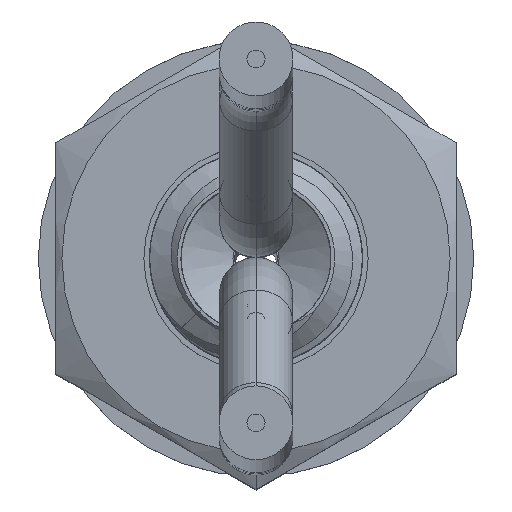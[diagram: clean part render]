
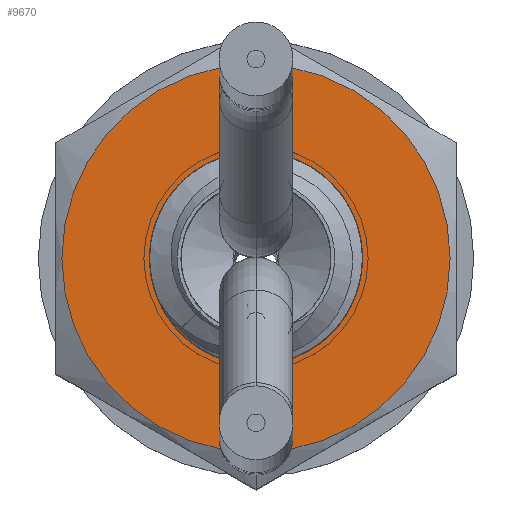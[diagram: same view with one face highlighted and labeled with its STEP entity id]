
A CAD part, top view. The second image highlights one B-rep face of the part: STEP entity #9670.
In plain terms, the highlighted face is planar.
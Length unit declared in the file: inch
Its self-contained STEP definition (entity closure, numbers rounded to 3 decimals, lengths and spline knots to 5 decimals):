
#8828=CARTESIAN_POINT('',(0.,0.02649,0.));
#8829=DIRECTION('',(0.,1.,0.));
#8830=DIRECTION('',(0.,0.,-1.));
#8831=AXIS2_PLACEMENT_3D('',#8828,#8829,#8830);
#8833=CARTESIAN_POINT('',(0.,0.02649,0.));
#8834=DIRECTION('',(0.,1.,0.));
#8835=DIRECTION('',(0.,0.,1.));
#8836=AXIS2_PLACEMENT_3D('',#8833,#8834,#8835);
#9122=CARTESIAN_POINT('',(0.,0.02649,0.));
#9123=DIRECTION('',(0.,1.,0.));
#9124=DIRECTION('',(0.,0.,1.));
#9125=AXIS2_PLACEMENT_3D('',#9122,#9123,#9124);
#9127=CARTESIAN_POINT('',(0.,0.02649,0.));
#9128=DIRECTION('',(0.,1.,0.));
#9129=DIRECTION('',(0.,0.,-1.));
#9130=AXIS2_PLACEMENT_3D('',#9127,#9128,#9129);
#9566=CARTESIAN_POINT('',(0.,0.02649,0.10501));
#9567=CARTESIAN_POINT('',(0.,0.02649,-0.10501));
#9568=VERTEX_POINT('',#9566);
#9569=VERTEX_POINT('',#9567);
#9574=CARTESIAN_POINT('',(0.,0.02649,-0.05601));
#9575=CARTESIAN_POINT('',(0.,0.02649,0.05601));
#9576=VERTEX_POINT('',#9574);
#9577=VERTEX_POINT('',#9575);
#9654=CARTESIAN_POINT('',(0.10501,0.02649,0.));
#9655=DIRECTION('',(0.,-1.,0.));
#9656=DIRECTION('',(0.,0.,-1.));
#9657=AXIS2_PLACEMENT_3D('',#9654,#9655,#9656);
#9658=PLANE('',#9657);
#9660=ORIENTED_EDGE('',*,*,#9659,.T.);
#9661=ORIENTED_EDGE('',*,*,#9639,.T.);
#9662=EDGE_LOOP('',(#9660,#9661));
#9663=FACE_OUTER_BOUND('',#9662,.F.);
#9665=ORIENTED_EDGE('',*,*,#9664,.F.);
#9667=ORIENTED_EDGE('',*,*,#9666,.F.);
#9668=EDGE_LOOP('',(#9665,#9667));
#9669=FACE_BOUND('',#9668,.F.);
#9670=ADVANCED_FACE('',(#9663,#9669),#9658,.T.);
#8832=CIRCLE('',#8831,0.10501);
#8837=CIRCLE('',#8836,0.10501);
#9126=CIRCLE('',#9125,0.05601);
#9131=CIRCLE('',#9130,0.05601);
#9639=EDGE_CURVE('',#9568,#9569,#8837,.T.);
#9659=EDGE_CURVE('',#9569,#9568,#8832,.T.);
#9664=EDGE_CURVE('',#9576,#9577,#9131,.T.);
#9666=EDGE_CURVE('',#9577,#9576,#9126,.T.);
